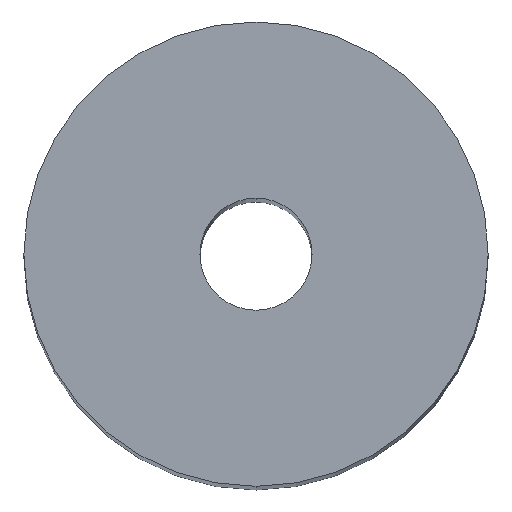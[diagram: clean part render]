
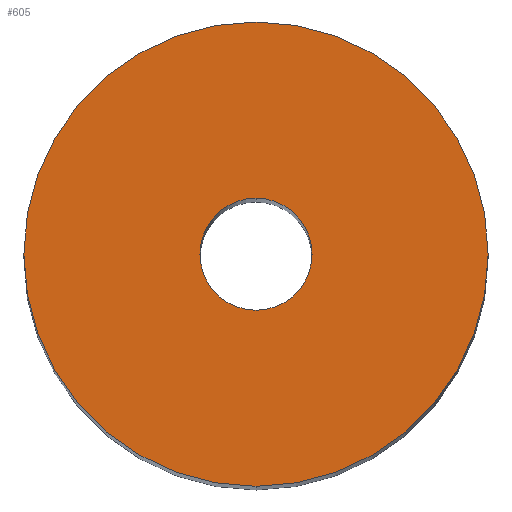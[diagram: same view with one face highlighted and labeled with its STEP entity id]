
A CAD part, top view. The second image highlights one B-rep face of the part: STEP entity #605.
In plain terms, the highlighted planar face has unit normal (0, 0, 1).
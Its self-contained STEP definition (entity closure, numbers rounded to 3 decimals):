
#529=EDGE_CURVE('NONE',#835,#1051,#1293,.T.);
#599=VERTEX_POINT('NONE',#1373);
#605=ADVANCED_FACE('NONE',(#1379,#1380),#1381,.T.);
#735=VERTEX_POINT('NONE',#1528);
#835=VERTEX_POINT('NONE',#1641);
#899=EDGE_CURVE('NONE',#735,#599,#1709,.T.);
#913=EDGE_CURVE('NONE',#599,#735,#1725,.T.);
#1051=VERTEX_POINT('NONE',#1875);
#1079=EDGE_CURVE('NONE',#1051,#835,#1909,.T.);
#1293=CIRCLE('',#2279,14.5);
#1373=CARTESIAN_POINT('',(0.,3.5,160.0));
#1379=FACE_OUTER_BOUND('',#2400,.T.);
#1380=FACE_BOUND('',#2401,.T.);
#1381=PLANE('',#2402);
#1528=CARTESIAN_POINT('',(0.,-3.5,160.0));
#1641=CARTESIAN_POINT('',(0.,-14.5,160.0));
#1709=CIRCLE('',#2891,3.5);
#1725=CIRCLE('',#2914,3.5);
#1875=CARTESIAN_POINT('',(0.,14.5,160.0));
#1909=CIRCLE('',#3175,14.5);
#2279=AXIS2_PLACEMENT_3D('',#3407,#3408,#3409);
#2400=EDGE_LOOP('',(#3526,#3527));
#2401=EDGE_LOOP('',(#3528,#3529));
#2402=AXIS2_PLACEMENT_3D('',#3530,#3531,#3532);
#2891=AXIS2_PLACEMENT_3D('',#3927,#3928,#3929);
#2914=AXIS2_PLACEMENT_3D('',#3952,#3953,#3954);
#3175=AXIS2_PLACEMENT_3D('',#4162,#4163,#4164);
#3407=CARTESIAN_POINT('',(0.,0.,160.0));
#3408=DIRECTION('',(0.0,0.0,-1.0));
#3409=DIRECTION('',(0.,1.0,0.0));
#3526=ORIENTED_EDGE('',*,*,#1079,.F.);
#3527=ORIENTED_EDGE('',*,*,#529,.F.);
#3528=ORIENTED_EDGE('',*,*,#899,.F.);
#3529=ORIENTED_EDGE('',*,*,#913,.F.);
#3530=CARTESIAN_POINT('',(0.,14.5,160.0));
#3531=DIRECTION('',(0.,0.,1.0));
#3532=DIRECTION('',(0.,1.0,0.));
#3927=CARTESIAN_POINT('',(0.,0.,160.0));
#3928=DIRECTION('',(0.0,0.0,1.0));
#3929=DIRECTION('',(0.,-1.0,-0.0));
#3952=CARTESIAN_POINT('',(0.,0.,160.0));
#3953=DIRECTION('',(0.0,0.0,1.0));
#3954=DIRECTION('',(0.,-1.0,-0.0));
#4162=CARTESIAN_POINT('',(0.,0.,160.0));
#4163=DIRECTION('',(0.0,0.0,-1.0));
#4164=DIRECTION('',(0.,1.0,0.0));
